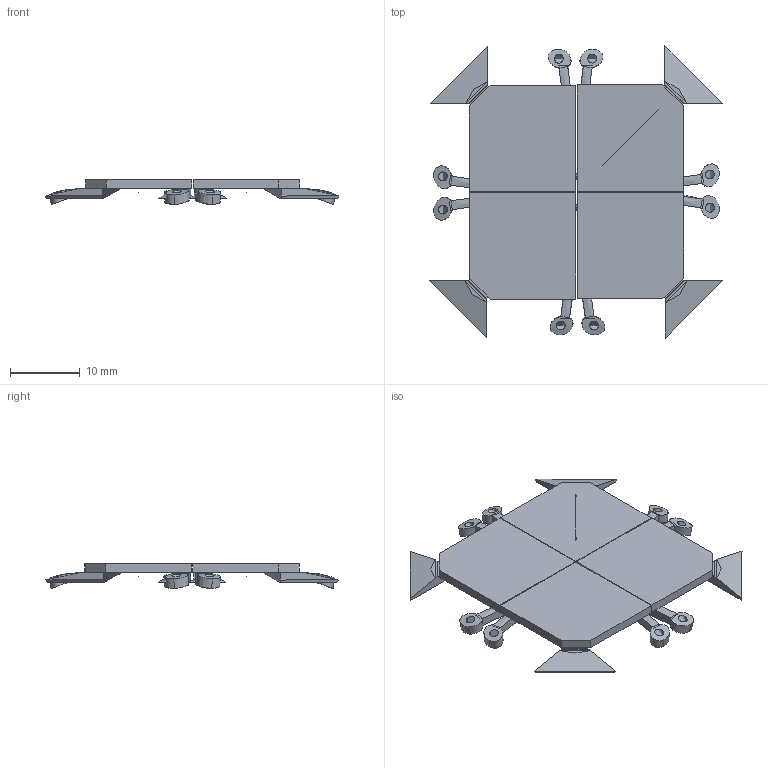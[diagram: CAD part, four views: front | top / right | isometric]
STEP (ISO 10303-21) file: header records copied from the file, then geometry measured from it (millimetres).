
FILE_DESCRIPTION(/* description */ (''),/* implementation_level */ '2;1');
FILE_NAME(/* name */ 'buttons',/* time_stamp */ '2015-04-01T18:47:01-07:00',/* author */ (''),/* organization */ (''),/* preprocessor_version */ 'ST-DEVELOPER v15',/* originating_system */ '',/* authorisation */ '');
FILE_SCHEMA (('AUTOMOTIVE_DESIGN'));
Length unit declared in the file: inch
Products named in the file (1): Document
Bounding box: 42.24 x 42.01 x 3.54 mm (x, y, z)
Volume: 1936.7 mm3
Topology: 20 solids, 36 shells, 236 faces, 564 edges, 328 vertices
Faces by surface type: bspline 187, plane 49
Entity records: 8867 total; most frequent: CARTESIAN_POINT 5457, ORIENTED_EDGE 982, EDGE_CURVE 539, B_SPLINE_CURVE_WITH_KNOTS 435, VERTEX_POINT 328, EDGE_LOOP 253, ADVANCED_FACE 236, FACE_OUTER_BOUND 236
